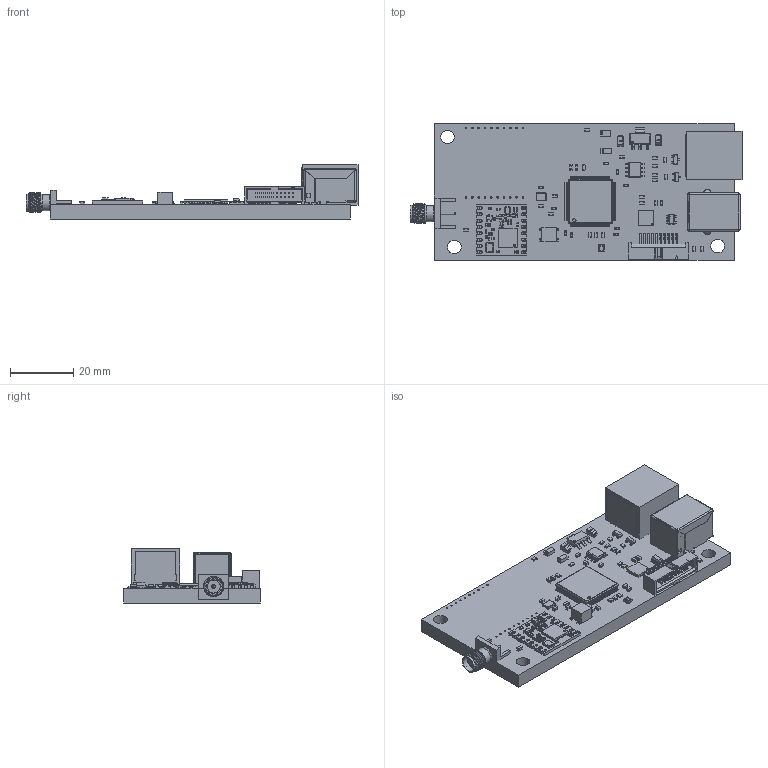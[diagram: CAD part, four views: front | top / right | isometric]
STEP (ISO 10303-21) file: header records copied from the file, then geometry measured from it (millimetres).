
FILE_DESCRIPTION(('KiCad electronic assembly'),'2;1');
FILE_NAME('Ground-Station-Telemetry-Rev2.step','2023-04-09T14:52:09',( 'Pcbnew'),('Kicad'),'Open CASCADE STEP processor 7.6', 'KiCad to STEP converter','Unknown');
FILE_SCHEMA(('AUTOMOTIVE_DESIGN { 1 0 10303 214 1 1 1 1 }'));
Length unit declared in the file: millimetre
Products named in the file (40): Ground-Station-Telemetry-Rev2 1; CAP_0603; COMPOUND; sn65hcd71; RES_0603; 54602-908LFc; SOLID; SW_PTS647SM38SMTR2LFS_CNK; SML-LX1206GC-TR; RFM95; 3220-20-0200-00; T491A106K010AT; SP0504BAHTG; ECS-240-18-33-JGN-TR; SS-52300-001--3DModel-STEP-56544; 142-0701-801; CDSOT23-SM712; CLMVC-FKA-CL1D1L71BB7C3C3; stm32h750vbt6; CP2102-GMR_QFN28; RES_MCT_0603_VIS; LMS8117AMP-3.3NOPB; PCB
Assembly tree (72 placements, depth 3):
  Ground-Station-Telemetry-Rev2 1
    CAP_0603  x17
      COMPOUND
    sn65hcd71
      COMPOUND
    RES_0603  x15
      COMPOUND
    54602-908LFc
      SOLID
    SW_PTS647SM38SMTR2LFS_CNK
      COMPOUND
    SML-LX1206GC-TR  x2
      COMPOUND
    RFM95
      COMPOUND
    3220-20-0200-00
      COMPOUND
    T491A106K010AT  x2
      COMPOUND
    SP0504BAHTG
      COMPOUND
    ECS-240-18-33-JGN-TR
      COMPOUND
    SS-52300-001--3DModel-STEP-56544
      COMPOUND
    142-0701-801
      SOLID
    CDSOT23-SM712  x2
      COMPOUND
    CLMVC-FKA-CL1D1L71BB7C3C3
      COMPOUND
    stm32h750vbt6
      SOLID
    CP2102-GMR_QFN28
      COMPOUND
    RES_MCT_0603_VIS
      COMPOUND
    LMS8117AMP-3.3NOPB
      COMPOUND
    PCB
Bounding box: 105.05 x 43.18 x 17.12 mm (x, y, z)
Volume: 24210.7 mm3; surface area: 19404.9 mm2
Topology: 319 solids, 319 shells, 6801 faces, 17246 edges, 10886 vertices
Faces by surface type: plane 4890, cylinder 1625, sphere 222, cone 22, bspline 20, torus 16, revolution 6
Full cylindrical faces by diameter (mm): 0.088 x1, 0.15 x2, 0.5 x20, 0.737 x20, 0.762 x9, 0.8 x16, 0.914 x1, 0.97 x4, 1.27 x2, 2.35 x2, 3.302 x2, 4.089 x1, 4.3 x3, 4.674 x1, 5.08 x1, 5.385 x1
Entity records: 408627 total; most frequent: CARTESIAN_POINT 104256, DIRECTION 55032, LINE 34934, VECTOR 34934, ORIENTED_EDGE 28764, PCURVE 28764, DEFINITIONAL_REPRESENTATION 28764, EDGE_CURVE 14382
